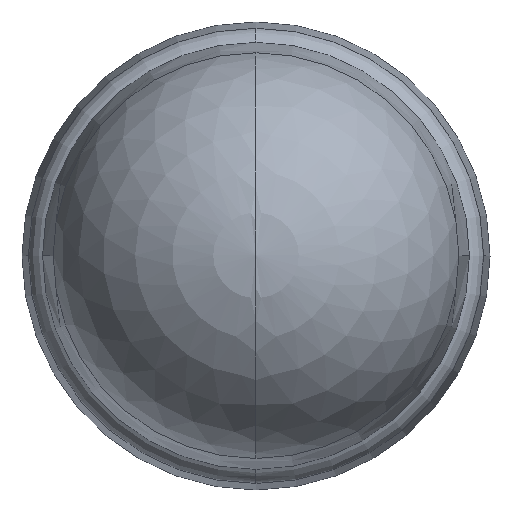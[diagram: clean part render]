
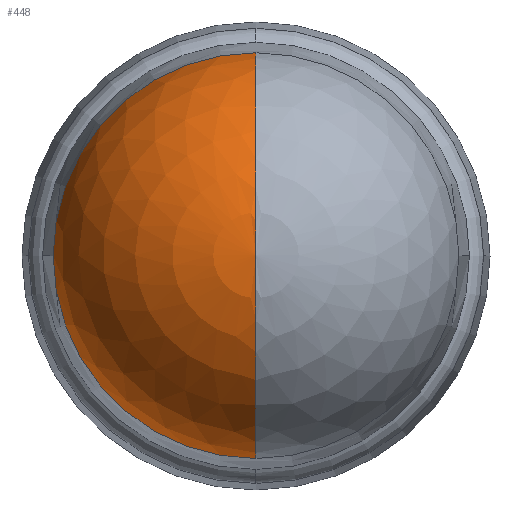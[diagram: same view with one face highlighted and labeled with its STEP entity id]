
A CAD part, top view. The second image highlights one B-rep face of the part: STEP entity #448.
In plain terms, the highlighted spherical face has radius 32.5 mm.
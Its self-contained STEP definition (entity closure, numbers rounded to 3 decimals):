
#366=SPHERICAL_SURFACE('',#1204,32.5);
#448=ADVANCED_FACE('NONE',(#501),#366,.T.);
#501=FACE_OUTER_BOUND('',#556,.T.);
#556=EDGE_LOOP('',(#786,#787,#788));
#622=CIRCLE('',#1199,32.376);
#624=CIRCLE('',#1202,32.5);
#625=CIRCLE('',#1203,32.376);
#786=ORIENTED_EDGE('',*,*,#1015,.F.);
#787=ORIENTED_EDGE('',*,*,#1016,.T.);
#788=ORIENTED_EDGE('',*,*,#1012,.T.);
#912=VERTEX_POINT('',#1684);
#913=VERTEX_POINT('',#1686);
#914=VERTEX_POINT('',#1691);
#1012=EDGE_CURVE('NONE',#913,#912,#622,.T.);
#1015=EDGE_CURVE('NONE',#914,#912,#624,.T.);
#1016=EDGE_CURVE('NONE',#914,#913,#625,.T.);
#1199=AXIS2_PLACEMENT_3D('',#1685,#1438,#1439);
#1202=AXIS2_PLACEMENT_3D('',#1690,#1445,#1446);
#1203=AXIS2_PLACEMENT_3D('',#1692,#1447,#1448);
#1204=AXIS2_PLACEMENT_3D('',#1693,#1449,#1450);
#1438=DIRECTION('',(0.,0.,1.));
#1439=DIRECTION('',(-1.,0.,0.));
#1445=DIRECTION('',(1.,0.,0.));
#1446=DIRECTION('',(0.,1.,0.));
#1447=DIRECTION('',(0.,0.,1.));
#1448=DIRECTION('',(-1.,0.,0.));
#1449=DIRECTION('',(0.,0.,-1.));
#1450=DIRECTION('',(-1.,0.,0.));
#1684=CARTESIAN_POINT('',(37.35,4.974,66.833));
#1685=CARTESIAN_POINT('',(37.35,37.35,66.833));
#1686=CARTESIAN_POINT('',(4.974,37.35,66.833));
#1690=CARTESIAN_POINT('',(37.35,37.35,64.));
#1691=CARTESIAN_POINT('',(37.35,69.726,66.833));
#1692=CARTESIAN_POINT('',(37.35,37.35,66.833));
#1693=CARTESIAN_POINT('',(37.35,37.35,64.));
